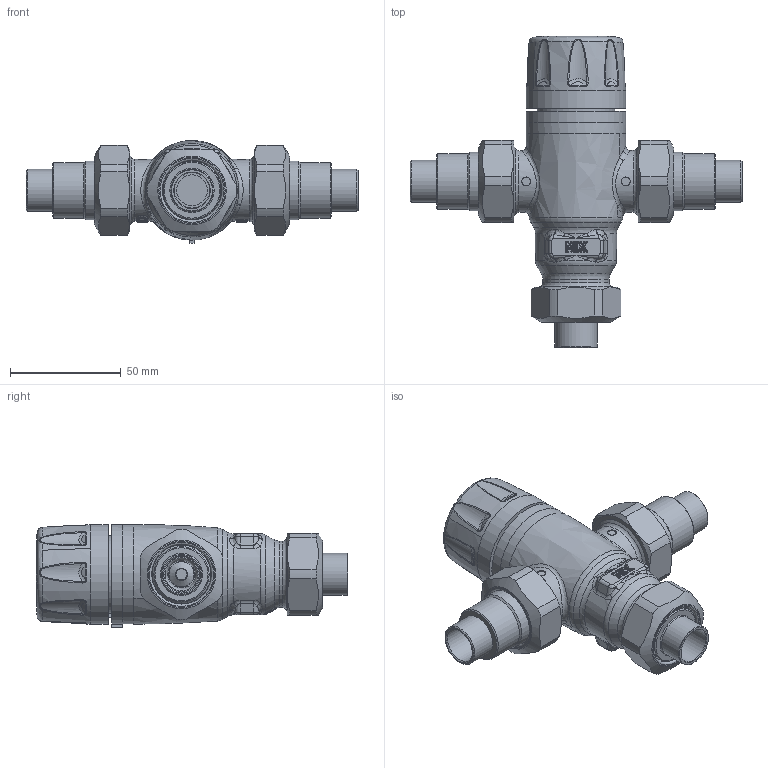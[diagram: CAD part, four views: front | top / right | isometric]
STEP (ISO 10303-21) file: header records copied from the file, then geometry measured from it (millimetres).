
FILE_DESCRIPTION(/* description */ (''),/* implementation_level */ '2;1');
FILE_NAME(/* name */ '521409AC_Simplify_1.stp',/* time_stamp */ '2025-07-29T14:51:34-05:00',/* author */ ('ischreiner'),/* organization */ (''),/* preprocessor_version */ 'ST-DEVELOPER v20',/* originating_system */ 'Autodesk Inventor 2025',/* authorisation */ '');
FILE_SCHEMA (('AUTOMOTIVE_DESIGN { 1 0 10303 214 3 1 1 }'));
Length unit declared in the file: inch
Products named in the file (1): 521409AC_Simplify_1
Bounding box: 150 x 140.6 x 46.5 mm (x, y, z)
Volume: 233725.8 mm3; surface area: 58018.9 mm2
Topology: 9 solids, 9 shells, 1839 faces, 4480 edges, 2627 vertices
Faces by surface type: bspline 607, plane 523, cylinder 446, cone 101, torus 94, sphere 68
Full cylindrical faces by diameter (mm): 2 x1, 4 x2, 5.24 x2, 8 x1, 9 x1, 12.6 x2, 13.97 x1, 15 x2, 15.977 x1, 16 x2, 16.55 x2, 19 x2, 19.05 x1, 19.55 x2, 19.6 x4, 20.1 x4, 20.6 x4, 22 x2, 25 x2, 26.162 x1, 26.5 x2, 26.924 x3, 28 x2, 29.845 x1, 30 x3, 30.302 x3, 31 x1, 33.1 x3, 45 x2
Entity records: 100896 total; most frequent: CARTESIAN_POINT 59012, ORIENTED_EDGE 8748, DIRECTION 7724, EDGE_CURVE 4374, AXIS2_PLACEMENT_3D 3074, VERTEX_POINT 2627, EDGE_LOOP 1941, STYLED_ITEM 1848
